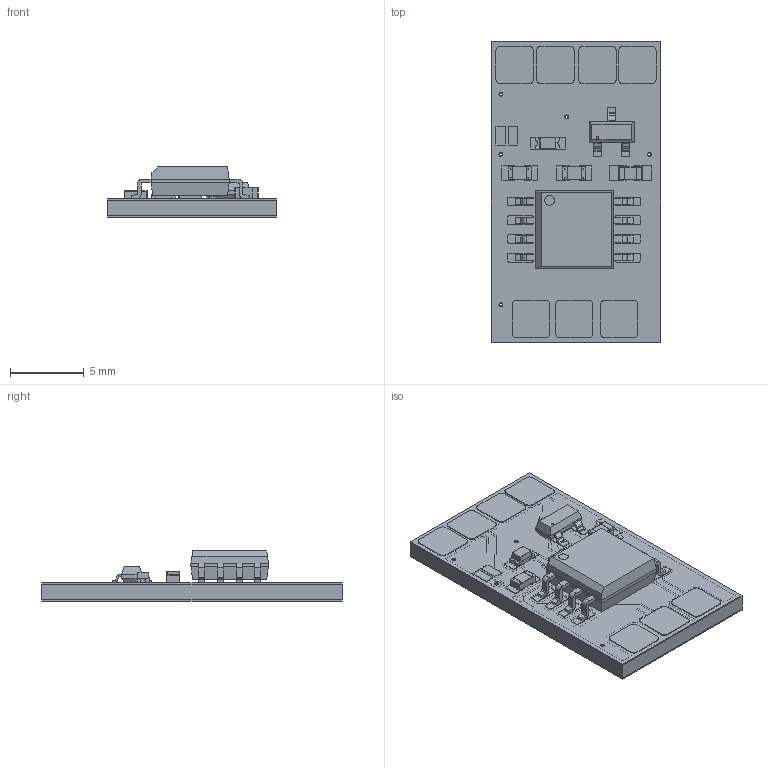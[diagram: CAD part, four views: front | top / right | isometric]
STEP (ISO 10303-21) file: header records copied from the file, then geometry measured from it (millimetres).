
FILE_DESCRIPTION(/* description */ (''),/* implementation_level */ '2;1');
FILE_NAME(/* name */ 'attiny_rc_switch_3d_model.step',/* time_stamp */ '2025-05-30T18:04:38-06:00',/* author */ (''),/* organization */ (''),/* preprocessor_version */ 'ST-DEVELOPER v20.1',/* originating_system */ 'Autodesk Translation Framework v14.4.0.0',/* authorisation */ '');
FILE_SCHEMA (('AUTOMOTIVE_DESIGN { 1 0 10303 214 3 1 1 }'));
Length unit declared in the file: millimetre
Products named in the file (22): ATTiny_RC_Switch; Board; 1-copper; 16-copper; 1-soldermask; 16-soldermask; Packages; ATTINY85-20SU; ATTINY85-20SU v1; CC0603ZRY5V9BB; CC0603ZRY5V9BB104 v1; RCS0603; RCS060310K0JNEA v1; LED_0603_WL-SMCW; 150060RS75000 v1; housing; cover; base; Polarity Mark; MOSFET_N-CH_IRLML2502TRPBF; IRLML2502TRPBF v1; SMD_PAD_NO_STENCIL
Assembly tree (29 placements, depth 5):
  ATTiny_RC_Switch
    Board
    1-copper
    16-copper
    1-soldermask
    16-soldermask
    Packages
      ATTINY85-20SU
        ATTINY85-20SU v1
      CC0603ZRY5V9BB
        CC0603ZRY5V9BB104 v1
      RCS0603  x2
        RCS060310K0JNEA v1
      LED_0603_WL-SMCW
        150060RS75000 v1
          housing
          cover
          base  x2
          Polarity Mark
      MOSFET_N-CH_IRLML2502TRPBF
        IRLML2502TRPBF v1
      SMD_PAD_NO_STENCIL  x7
Bounding box: 11.43 x 20.32 x 3.39 mm (x, y, z)
Volume: 364.6 mm3; surface area: 2602.9 mm2
Topology: 87 solids, 87 shells, 1724 faces, 4596 edges, 3036 vertices
Faces by surface type: plane 1437, cylinder 275, sphere 12
Full cylindrical faces by diameter (mm): 0.152 x1, 0.184 x21, 0.254 x28, 0.65 x2
Entity records: 52394 total; most frequent: CARTESIAN_POINT 9126, ORIENTED_EDGE 8908, DIRECTION 8446, EDGE_CURVE 4454, LINE 3906, VECTOR 3906, VERTEX_POINT 2950, AXIS2_PLACEMENT_3D 2270
